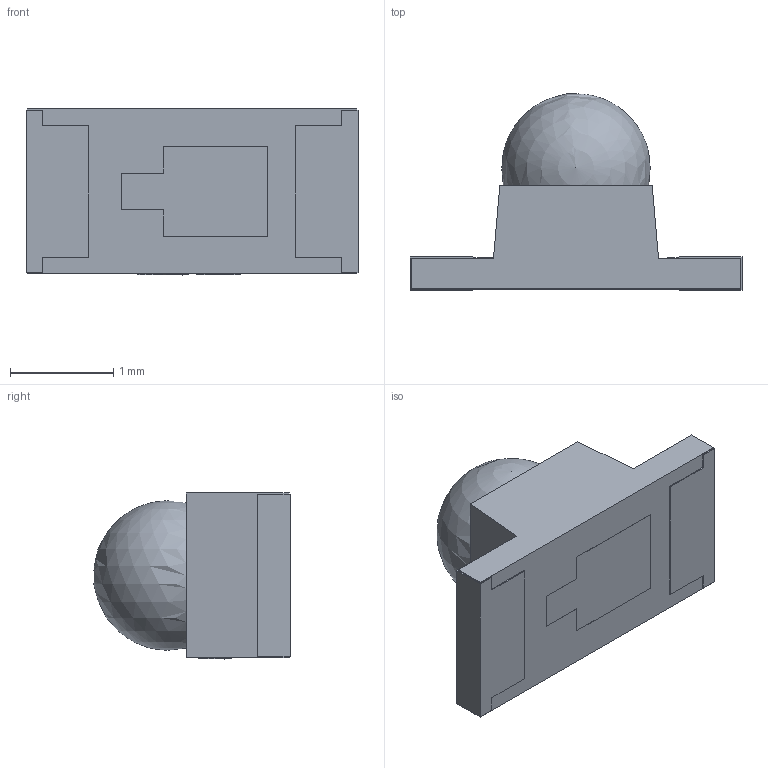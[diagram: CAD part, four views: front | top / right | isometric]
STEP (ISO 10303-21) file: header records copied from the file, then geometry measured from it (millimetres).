
FILE_DESCRIPTION(/* description */ ('STEP AP242','CAx-IF Rec.Pracs.---Representation and Presentation of Product Manufacturing Information (PMI)---4.0---2014-10-13','CAx-IF Rec.Pracs.---3D Tessellated Geometry---0.4---2014-09-14','2;1'),/* implementation_level */ '2;1');
FILE_NAME(/* name */ '681d4ae134db422169f341d8',/* time_stamp */ '2025-05-09T00:22:58Z',/* author */ (''),/* organization */ (''),/* preprocessor_version */ 'ST-DEVELOPER v20',/* originating_system */ 'ONSHAPE BY PTC INC, 1.197',/* authorisation */ ' ');
FILE_SCHEMA (('AP242_MANAGED_MODEL_BASED_3D_ENGINEERING_MIM_LF { 1 0 10303 442 1 1 4 }'));
Length unit declared in the file: metre
Products named in the file (14): LED-SMD_L3.2-W1.6-RD_RED~LED-SMD_L3.2-W1.6-RD_RED~WX8h
Bounding box: 3.22 x 1.9 x 1.61 mm (x, y, z)
Volume: 4.4 mm3; surface area: 20.4 mm2
Topology: 14 solids, 14 shells, 294 faces, 794 edges, 529 vertices
Faces by surface type: plane 196, cylinder 91, bspline 5, sphere 2
Entity records: 11737 total; most frequent: CARTESIAN_POINT 1942, ORIENTED_EDGE 1580, DIRECTION 1489, EDGE_CURVE 790, VERTEX_POINT 527, LINE 509, VECTOR 509, AXIS2_PLACEMENT_3D 490
